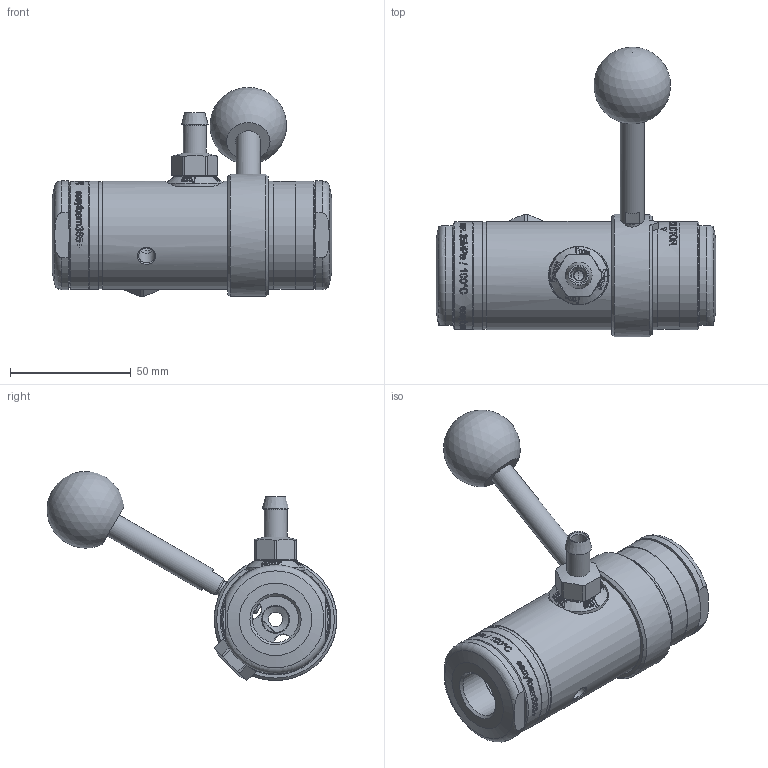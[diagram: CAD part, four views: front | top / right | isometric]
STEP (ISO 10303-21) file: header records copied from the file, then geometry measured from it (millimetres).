
FILE_DESCRIPTION(/* description */ ('Unknown'),/* implementation_level */ '2;1');
FILE_NAME(/* name */ '200167506',/* time_stamp */ '2018-03-08T16:28:01+01:00',/* author */ ('Unknown'),/* organization */ ('Unknown'),/* preprocessor_version */ 'ST-DEVELOPER v16.7',/* originating_system */ 'DEX',/* authorisation */ $);
FILE_SCHEMA (('AUTOMOTIVE_DESIGN {1 0 10303 214 3 1 1}'));
Length unit declared in the file: millimetre
Products named in the file (11): 20 0167 500_Injektor ST-167; 200168456_TM_Bypassinjektor_ST-168_mk3_00135461_oa_0; 04-3605_5_Gehäuse_ST-168; 02-5115_Kugelknopf_DIN_319_KT_32_B10_M; 02-5093_3_Schutzring_ST-168; 040003618_Eingangsmutter_ST-168_G1_2_IG_mk3_00135462; 040003636_Hebel_ST-168_00136970; 04-3625_Blindstopfen_ST-168; 02-5100_Ansaugmarkierung-1; 20 0163 350_2_Rückschlagventil ST-163_oa_1; 04-3550_Schlauchtülle_ST-163
Assembly tree (11 placements, depth 3):
  20 0167 500_Injektor ST-167
    200168456_TM_Bypassinjektor_ST-168_mk3_00135461_oa_0
      04-3605_5_Gehäuse_ST-168
      02-5115_Kugelknopf_DIN_319_KT_32_B10_M
      02-5093_3_Schutzring_ST-168
      040003618_Eingangsmutter_ST-168_G1_2_IG_mk3_00135462  x2
      040003636_Hebel_ST-168_00136970
    04-3625_Blindstopfen_ST-168
    02-5100_Ansaugmarkierung-1
    20 0163 350_2_Rückschlagventil ST-163_oa_1
      04-3550_Schlauchtülle_ST-163
Bounding box: 115.5 x 119.69 x 86.44 mm (x, y, z)
Volume: 155799.4 mm3; surface area: 59646.9 mm2
Topology: 9 solids, 9 shells, 821 faces, 1984 edges, 1298 vertices
Faces by surface type: plane 318, bspline 223, cylinder 166, cone 101, torus 12, sphere 1
Full cylindrical faces by diameter (mm): 4 x1, 4.5 x2, 5.5 x1, 5.917 x1, 6 x1, 6.2 x1, 6.4 x1, 6.647 x2, 6.8 x1, 7.7 x2, 7.9 x1, 7.917 x1, 8 x1, 8.5 x1, 8.82 x2, 9.5 x1, 10 x1, 10.2 x1, 11 x1, 12 x2, 12.917 x4, 14 x2, 14.7 x2, 16.6 x1, 16.8 x1, 17.5 x1, 19.13 x2, 29 x2, 31 x1, 33.1 x2
Entity records: 36462 total; most frequent: CARTESIAN_POINT 20459, ORIENTED_EDGE 3492, DIRECTION 1858, EDGE_CURVE 1746, B_SPLINE_CURVE_WITH_KNOTS 1283, VERTEX_POINT 1227, FACE_BOUND 1073, EDGE_LOOP 1072
